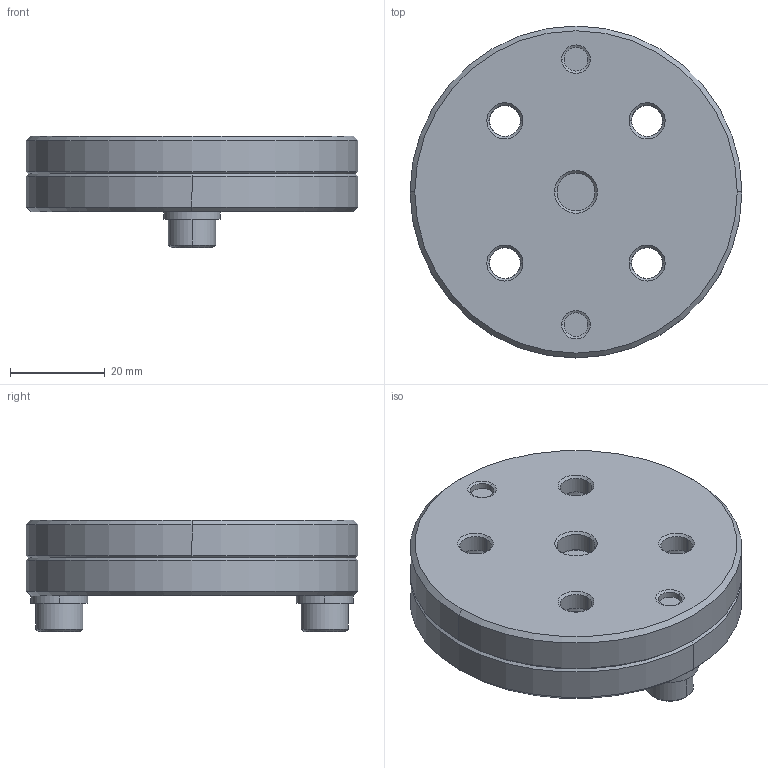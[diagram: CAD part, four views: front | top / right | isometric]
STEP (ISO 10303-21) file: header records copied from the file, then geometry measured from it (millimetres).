
FILE_DESCRIPTION(('Creo Elements/Direct Modeling STEP Export'),'2;1');
FILE_NAME('44.0335.3_Drehgelenk-MMS-44_Ø70.stp','2022-03-21T 9:01:31',(''),(''),'PTC Creo Elements/Direct Modeling STEP processor for AP214 (Solid Model)','PTC Creo Elements/Direct Modeling 19.0C 15-Aug-2015 (C) Parametric Technology GmbH','');
FILE_SCHEMA(('AUTOMOTIVE_DESIGN { 1 0 10303 214 1 1 1 1 }'));
Length unit declared in the file: millimetre
Products named in the file (5): Unterlegscheibe-DIN125_A64-verz_10770_PX174686.02; Schwenkgelenk-Aufnahme_Langloch_96.7024_PX174845; Zylinderschraube-DIN912_M6x16-8.8-verz_10403_PX174687.02; Schwenkgelenk-Aufnahme_96.7023_PX174683; Drehgelenk-MMS-44_Ø70_44.0335.3_PX174846
Assembly tree (6 placements, depth 2):
  Drehgelenk-MMS-44_Ø70_44.0335.3_PX174846
    Schwenkgelenk-Aufnahme_96.7023_PX174683
    Zylinderschraube-DIN912_M6x16-8.8-verz_10403_PX174687.02  x2
    Unterlegscheibe-DIN125_A64-verz_10770_PX174686.02  x2
    Schwenkgelenk-Aufnahme_Langloch_96.7024_PX174845
Bounding box: 70 x 70 x 23.6 mm (x, y, z)
Volume: 55106.1 mm3; surface area: 21995.4 mm2
Topology: 6 solids, 6 shells, 192 faces, 426 edges, 252 vertices
Faces by surface type: cone 88, cylinder 74, plane 30
Entity records: 4455 total; most frequent: ORIENTED_EDGE 752, DIRECTION 750, CARTESIAN_POINT 679, EDGE_CURVE 376, AXIS2_PLACEMENT_3D 291, VERTEX_POINT 220, EDGE_LOOP 204, FACE_OUTER_BOUND 168
